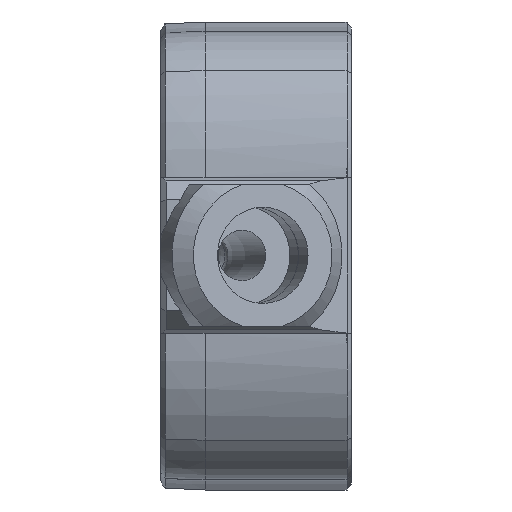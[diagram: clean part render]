
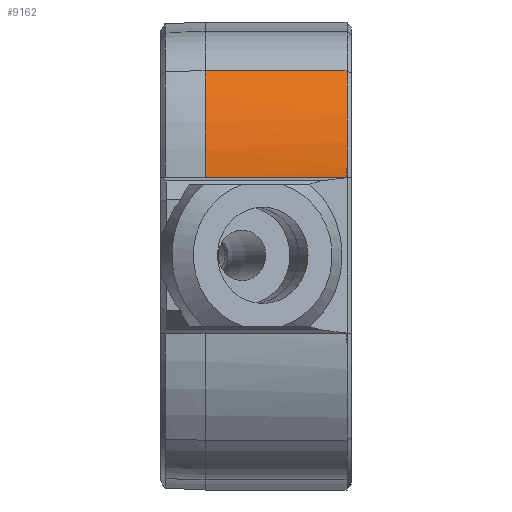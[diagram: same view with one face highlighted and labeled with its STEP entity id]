
A CAD part, top view. The second image highlights one B-rep face of the part: STEP entity #9162.
In plain terms, the highlighted cylindrical face has radius 17 mm (diameter 34 mm), a partial arc.
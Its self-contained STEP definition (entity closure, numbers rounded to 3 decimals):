
#119=ELLIPSE('',#9759,49.705,17.);
#349=CYLINDRICAL_SURFACE('',#9849,17.);
#539=LINE('',#13667,#1190);
#593=LINE('',#14183,#1244);
#1190=VECTOR('',#10864,10.);
#1244=VECTOR('',#11106,1000.);
#1996=FACE_OUTER_BOUND('',#2594,.T.);
#2594=EDGE_LOOP('',(#6308,#6309,#6310,#6311,#6312));
#3236=CIRCLE('',#9850,17.);
#3237=CIRCLE('',#9851,17.);
#3766=VERTEX_POINT('',#13664);
#3767=VERTEX_POINT('',#13666);
#3772=VERTEX_POINT('',#13683);
#3901=VERTEX_POINT('',#14180);
#3902=VERTEX_POINT('',#14182);
#4636=EDGE_CURVE('',#3767,#3766,#539,.T.);
#4643=EDGE_CURVE('',#3766,#3772,#119,.T.);
#4790=EDGE_CURVE('',#3772,#3901,#3236,.T.);
#4791=EDGE_CURVE('',#3902,#3901,#593,.T.);
#4792=EDGE_CURVE('',#3902,#3767,#3237,.T.);
#6308=ORIENTED_EDGE('',*,*,#4643,.T.);
#6309=ORIENTED_EDGE('',*,*,#4790,.T.);
#6310=ORIENTED_EDGE('',*,*,#4791,.F.);
#6311=ORIENTED_EDGE('',*,*,#4792,.T.);
#6312=ORIENTED_EDGE('',*,*,#4636,.T.);
#9162=ADVANCED_FACE('',(#1996),#349,.T.);
#9759=AXIS2_PLACEMENT_3D('',#13687,#10871,#10872);
#9849=AXIS2_PLACEMENT_3D('',#14179,#11102,#11103);
#9850=AXIS2_PLACEMENT_3D('',#14181,#11104,#11105);
#9851=AXIS2_PLACEMENT_3D('',#14184,#11107,#11108);
#10864=DIRECTION('',(1.,0.,0.));
#10871=DIRECTION('center_axis',(-0.342,0.,-0.94));
#10872=DIRECTION('ref_axis',(-0.94,0.,0.342));
#11102=DIRECTION('center_axis',(1.,0.,0.));
#11103=DIRECTION('ref_axis',(0.,1.,0.));
#11104=DIRECTION('center_axis',(-1.,0.,0.));
#11105=DIRECTION('ref_axis',(0.,0.,
1.));
#11106=DIRECTION('',(1.,0.,0.));
#11107=DIRECTION('center_axis',(1.,0.,0.));
#11108=DIRECTION('ref_axis',(0.,-1.,0.));
#13664=CARTESIAN_POINT('',(12.785,6.94,74.65));
#13666=CARTESIAN_POINT('',(0.178,6.94,74.65));
#13667=CARTESIAN_POINT('',(-20.04,6.94,74.65));
#13683=CARTESIAN_POINT('',(12.85,7.853,74.626));
#13687=CARTESIAN_POINT('Origin',(59.492,6.958,57.65));
#14179=CARTESIAN_POINT('Origin',(-20.04,6.958,57.65));
#14180=CARTESIAN_POINT('',(12.85,16.481,71.732));
#14181=CARTESIAN_POINT('Origin',(12.85,6.958,57.65));
#14182=CARTESIAN_POINT('',(0.178,16.481,71.732));
#14183=CARTESIAN_POINT('',(-20.04,16.481,71.732));
#14184=CARTESIAN_POINT('Origin',(0.178,6.958,57.65));
